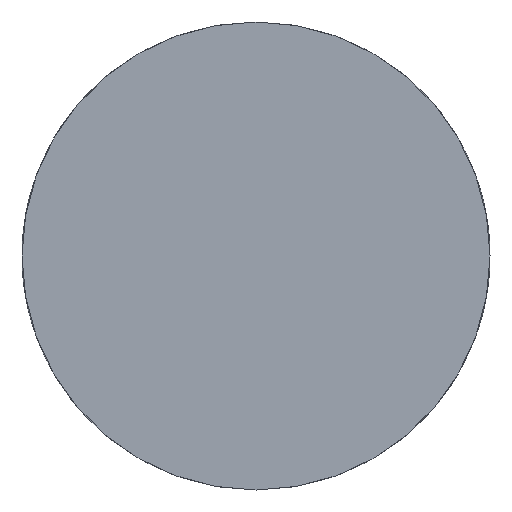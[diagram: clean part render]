
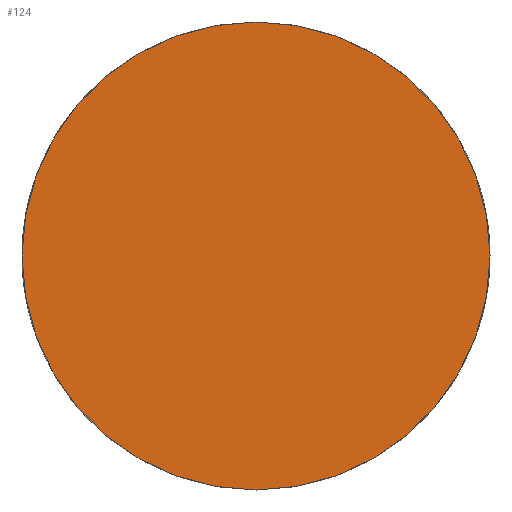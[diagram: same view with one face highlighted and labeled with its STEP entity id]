
A CAD part, front view. The second image highlights one B-rep face of the part: STEP entity #124.
In plain terms, the highlighted planar face has unit normal (0, -1, 0).
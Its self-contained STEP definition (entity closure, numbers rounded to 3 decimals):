
#7 = DIRECTION ( 'NONE',  ( 0., 0., 1. ) ) ;
#31 = CARTESIAN_POINT ( 'NONE',  ( 0., 0., 0. ) ) ;
#44 = FACE_OUTER_BOUND ( 'NONE', #482, .T. ) ;
#82 = EDGE_CURVE ( 'NONE', #452, #116, #166, .T. ) ;
#91 = CARTESIAN_POINT ( 'NONE',  ( 0., 0., -5.5 ) ) ;
#98 = DIRECTION ( 'NONE',  ( 0., 1., 0. ) ) ;
#116 = VERTEX_POINT ( 'NONE', #91 ) ;
#122 = CARTESIAN_POINT ( 'NONE',  ( 0., 0., 0. ) ) ;
#124 = ADVANCED_FACE ( 'NONE', ( #44 ), #227, .F. ) ;
#130 = CARTESIAN_POINT ( 'NONE',  ( 0., 0., 5.5 ) ) ;
#135 = AXIS2_PLACEMENT_3D ( 'NONE', #31, #402, #593 ) ;
#137 = CARTESIAN_POINT ( 'NONE',  ( 0., 0., 0. ) ) ;
#166 = CIRCLE ( 'NONE', #135, 5.5 ) ;
#213 = AXIS2_PLACEMENT_3D ( 'NONE', #137, #98, #7 ) ;
#216 = DIRECTION ( 'NONE',  ( 0., 0., 1. ) ) ;
#227 = PLANE ( 'NONE',  #213 ) ;
#270 = DIRECTION ( 'NONE',  ( 0., 1., 0. ) ) ;
#298 = ORIENTED_EDGE ( 'NONE', *, *, #82, .F. ) ;
#329 = CIRCLE ( 'NONE', #339, 5.5 ) ;
#339 = AXIS2_PLACEMENT_3D ( 'NONE', #122, #270, #216 ) ;
#402 = DIRECTION ( 'NONE',  ( 0., 1., 0. ) ) ;
#452 = VERTEX_POINT ( 'NONE', #130 ) ;
#482 = EDGE_LOOP ( 'NONE', ( #591, #298 ) ) ;
#495 = EDGE_CURVE ( 'NONE', #116, #452, #329, .T. ) ;
#591 = ORIENTED_EDGE ( 'NONE', *, *, #495, .F. ) ;
#593 = DIRECTION ( 'NONE',  ( 0., 0., 1. ) ) ;
